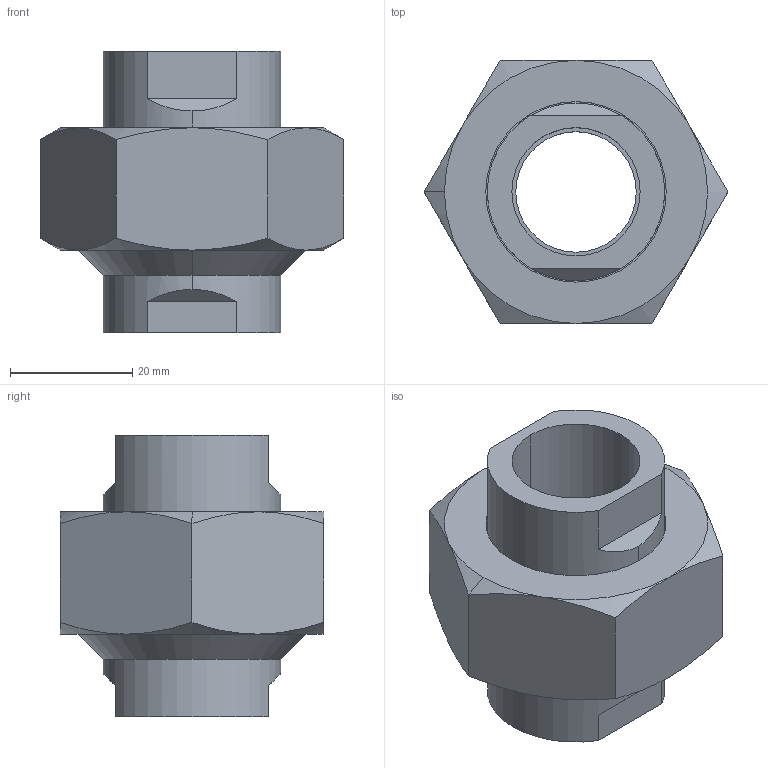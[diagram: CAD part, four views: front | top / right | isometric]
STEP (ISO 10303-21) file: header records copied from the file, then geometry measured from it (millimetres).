
FILE_DESCRIPTION (( 'STEP AP203' ), '1' );
FILE_NAME ('11-1131-04_outokumpu.step', '2015-08-07T11:01:49', ( '' ), ( '' ), 'SwSTEP 2.0', 'SolidWorks 2008', '' );
FILE_SCHEMA (( 'CONFIG_CONTROL_DESIGN' ));
Length unit declared in the file: millimetre
Products named in the file (4): 11-1131-04_outokumpu; case-13-555-020_outokumpu_case-13-555-020_outokumpu; nut-13-222-035_outokumpu_nut-13-222-035_outokumpu; nipple-13-444-004_outokumpu_nipple-13-444-004_outokumpu
Assembly tree (3 placements, depth 2):
  11-1131-04_outokumpu
    nut-13-222-035_outokumpu_nut-13-222-035_outokumpu
    case-13-555-020_outokumpu_case-13-555-020_outokumpu
    nipple-13-444-004_outokumpu_nipple-13-444-004_outokumpu
Bounding box: 49.65 x 43 x 46 mm (x, y, z)
Volume: 30636.3 mm3; surface area: 17419.6 mm2
Topology: 3 solids, 3 shells, 65 faces, 142 edges, 88 vertices
Faces by surface type: plane 25, cone 22, cylinder 18
Entity records: 2322 total; most frequent: CARTESIAN_POINT 493, DIRECTION 312, ORIENTED_EDGE 284, EDGE_CURVE 142, AXIS2_PLACEMENT_3D 131, VERTEX_POINT 88, EDGE_LOOP 76, ADVANCED_FACE 65
